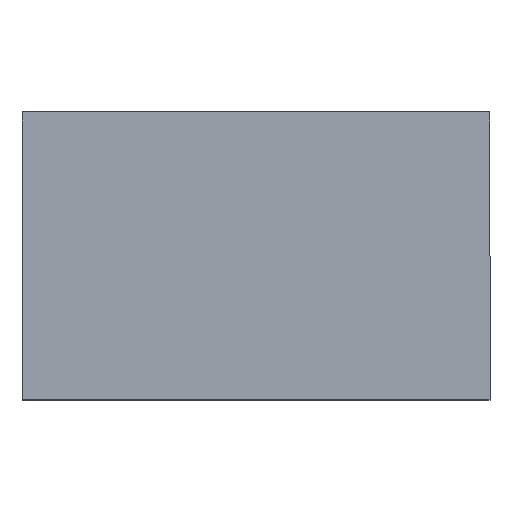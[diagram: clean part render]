
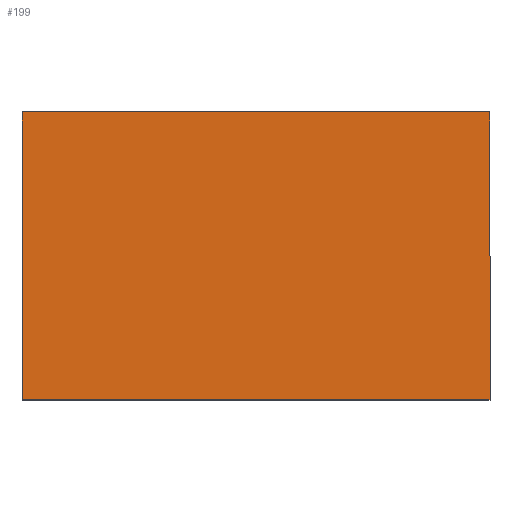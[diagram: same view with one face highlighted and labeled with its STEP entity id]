
A CAD part, top view. The second image highlights one B-rep face of the part: STEP entity #199.
In plain terms, the highlighted planar face has unit normal (0, 0, 1).
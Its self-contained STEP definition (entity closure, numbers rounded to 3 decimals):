
#12 = DIRECTION ( 'NONE',  ( 1., 0., 0. ) ) ;
#20 = VERTEX_POINT ( 'NONE', #225 ) ;
#30 = CARTESIAN_POINT ( 'NONE',  ( 0., 0., 75. ) ) ;
#33 = FACE_OUTER_BOUND ( 'NONE', #189, .T. ) ;
#40 = EDGE_CURVE ( 'NONE', #207, #67, #131, .T. ) ;
#43 = VECTOR ( 'NONE', #172, 1000. ) ;
#45 = CARTESIAN_POINT ( 'NONE',  ( -32.5, 10., 75. ) ) ;
#50 = DIRECTION ( 'NONE',  ( 0., 0., 1. ) ) ;
#59 = ORIENTED_EDGE ( 'NONE', *, *, #235, .T. ) ;
#67 = VERTEX_POINT ( 'NONE', #91 ) ;
#73 = LINE ( 'NONE', #177, #144 ) ;
#74 = CARTESIAN_POINT ( 'NONE',  ( -32.5, 50., 75. ) ) ;
#85 = LINE ( 'NONE', #236, #227 ) ;
#87 = VECTOR ( 'NONE', #108, 1000. ) ;
#91 = CARTESIAN_POINT ( 'NONE',  ( 32.5, 10., 75. ) ) ;
#95 = EDGE_CURVE ( 'NONE', #20, #128, #73, .T. ) ;
#97 = LINE ( 'NONE', #233, #43 ) ;
#98 = EDGE_CURVE ( 'NONE', #67, #20, #97, .T. ) ;
#100 = CARTESIAN_POINT ( 'NONE',  ( -32.5, 10., 75. ) ) ;
#108 = DIRECTION ( 'NONE',  ( 1., 0., 0. ) ) ;
#124 = AXIS2_PLACEMENT_3D ( 'NONE', #30, #50, #12 ) ;
#128 = VERTEX_POINT ( 'NONE', #74 ) ;
#131 = LINE ( 'NONE', #45, #87 ) ;
#140 = DIRECTION ( 'NONE',  ( 0., -1., 0. ) ) ;
#144 = VECTOR ( 'NONE', #214, 1000. ) ;
#150 = ORIENTED_EDGE ( 'NONE', *, *, #95, .T. ) ;
#166 = ORIENTED_EDGE ( 'NONE', *, *, #98, .T. ) ;
#172 = DIRECTION ( 'NONE',  ( 0., 1., 0. ) ) ;
#177 = CARTESIAN_POINT ( 'NONE',  ( -32.5, 50., 75. ) ) ;
#187 = ORIENTED_EDGE ( 'NONE', *, *, #40, .T. ) ;
#189 = EDGE_LOOP ( 'NONE', ( #59, #187, #166, #150 ) ) ;
#192 = PLANE ( 'NONE',  #124 ) ;
#199 = ADVANCED_FACE ( 'NONE', ( #33 ), #192, .T. ) ;
#207 = VERTEX_POINT ( 'NONE', #100 ) ;
#214 = DIRECTION ( 'NONE',  ( -1., 0., 0. ) ) ;
#225 = CARTESIAN_POINT ( 'NONE',  ( 32.5, 50., 75. ) ) ;
#227 = VECTOR ( 'NONE', #140, 1000. ) ;
#233 = CARTESIAN_POINT ( 'NONE',  ( 32.5, 50., 75. ) ) ;
#235 = EDGE_CURVE ( 'NONE', #128, #207, #85, .T. ) ;
#236 = CARTESIAN_POINT ( 'NONE',  ( -32.5, 50., 75. ) ) ;
